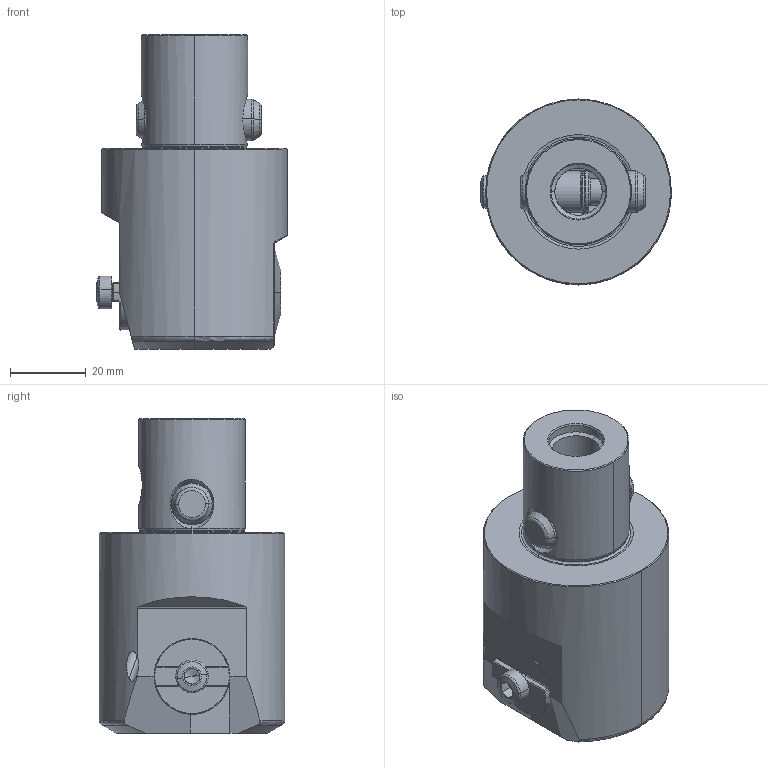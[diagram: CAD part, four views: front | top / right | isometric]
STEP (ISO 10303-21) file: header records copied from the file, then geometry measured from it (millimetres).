
FILE_DESCRIPTION(('no description'),'unknown implementation level');
FILE_NAME('AD26CDE7-C550-4C16-9C9D-22756609443D_export.stp',' ',('CIMSOURCE GmbH'),('CADClick - KiM GmbH - www.kimweb.de'),'unknown preprocess','ACIS','unknown authorization');
FILE_SCHEMA(('automotive_design'));
Length unit declared in the file: millimetre
Products named in the file (5): 310.501 Kaiser EWN 53-70(95) X CK5|310.569 Kaiser Werkzeugtr�ger EWN 53-95_Standard;NONE; 310.501 Kaiser EWN 53-70(95) X CK5|310.530 Kaiser Werkzeugk�rper EWN53-95 x CK5B_Standard;NONE; 310.501 Kaiser EWN 53-70(95) X CK5|690.139 Kaiser ETL M5_SW4 X 10_Standard;NONE; 310.501 Kaiser EWN 53-70(95) X CK5|691.505 Kaiser ETL �11 X 33K_Standard|691.525 Mitnehmerbolzen_Standard;NONE; 310.501 Kaiser EWN 53-70(95) X CK5|691.505 Kaiser ETL �11 X 33K_Standard|693.304 Sprengring_Standard;NONE
Bounding box: 50.32 x 49 x 83 mm (x, y, z)
Volume: 107173.3 mm3; surface area: 23218.8 mm2
Topology: 5 solids, 5 shells, 232 faces, 533 edges, 310 vertices
Faces by surface type: plane 81, cylinder 57, cone 49, torus 34, bspline 11
Entity records: 15802 total; most frequent: CARTESIAN_POINT 4508, DIRECTION 1125, STYLED_ITEM 1069, PRESENTATION_STYLE_ASSIGNMENT 1069, COLOUR_RGB 1069, ORIENTED_EDGE 1054, EDGE_CURVE 527, CURVE_STYLE 527
